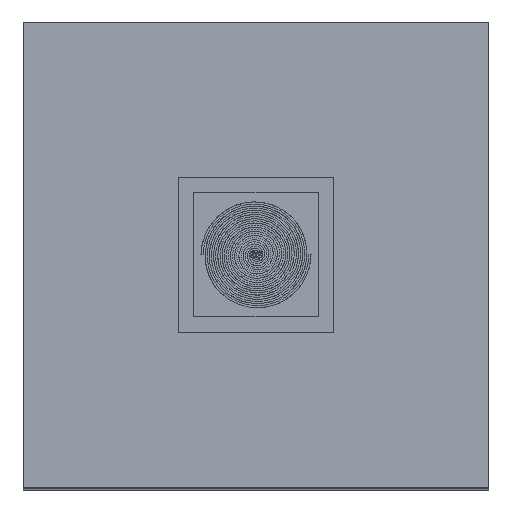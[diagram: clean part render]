
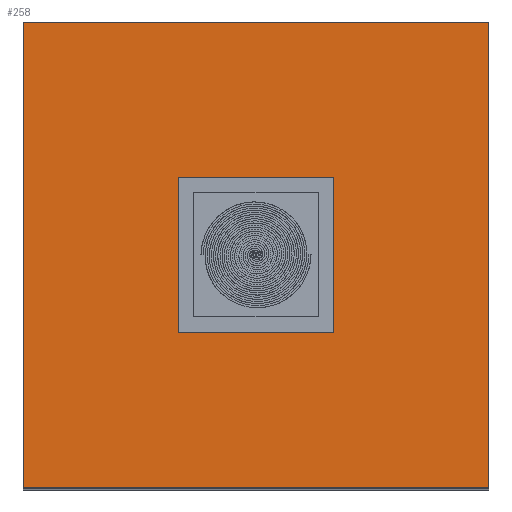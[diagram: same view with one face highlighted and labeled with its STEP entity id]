
A CAD part, top view. The second image highlights one B-rep face of the part: STEP entity #258.
In plain terms, the highlighted planar face has unit normal (0, 0, 1).
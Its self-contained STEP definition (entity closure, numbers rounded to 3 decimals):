
#258=ADVANCED_FACE('',(#489,#490),#491,.T.);
#489=FACE_BOUND('',#879,.T.);
#490=FACE_OUTER_BOUND('',#880,.T.);
#491=PLANE('',#881);
#879=EDGE_LOOP('',(#1505,#1506,#1507,#1508));
#880=EDGE_LOOP('',(#1509,#1510,#1511,#1512));
#881=AXIS2_PLACEMENT_3D('',#1513,#1514,#1515);
#1505=ORIENTED_EDGE('',*,*,#19868,.T.);
#1506=ORIENTED_EDGE('',*,*,#19870,.T.);
#1507=ORIENTED_EDGE('',*,*,#19863,.T.);
#1508=ORIENTED_EDGE('',*,*,#19866,.T.);
#1509=ORIENTED_EDGE('',*,*,#19873,.T.);
#1510=ORIENTED_EDGE('',*,*,#19874,.T.);
#1511=ORIENTED_EDGE('',*,*,#19875,.T.);
#1512=ORIENTED_EDGE('',*,*,#19876,.T.);
#1513=CARTESIAN_POINT('',(0.0,0.0,220.0));
#1514=DIRECTION('',(0.0,0.0,1.0));
#1515=DIRECTION('',(1.0,0.0,0.0));
#19863=EDGE_CURVE('',#20342,#20343,#20344,.T.);
#19866=EDGE_CURVE('',#20343,#20347,#20348,.T.);
#19868=EDGE_CURVE('',#20347,#20350,#20351,.T.);
#19870=EDGE_CURVE('',#20350,#20342,#20353,.T.);
#19873=EDGE_CURVE('',#20356,#20357,#20358,.T.);
#19874=EDGE_CURVE('',#20357,#20359,#20360,.T.);
#19875=EDGE_CURVE('',#20359,#20361,#20362,.T.);
#19876=EDGE_CURVE('',#20361,#20356,#20363,.T.);
#20342=VERTEX_POINT('',#21083);
#20343=VERTEX_POINT('',#21084);
#20344=LINE('',#21085,#21086);
#20347=VERTEX_POINT('',#21091);
#20348=LINE('',#21092,#21093);
#20350=VERTEX_POINT('',#21096);
#20351=LINE('',#21097,#21098);
#20353=LINE('',#21101,#21102);
#20356=VERTEX_POINT('',#21106);
#20357=VERTEX_POINT('',#21107);
#20358=LINE('',#21108,#21109);
#20359=VERTEX_POINT('',#21110);
#20360=LINE('',#21111,#21112);
#20361=VERTEX_POINT('',#21113);
#20362=LINE('',#21114,#21115);
#20363=LINE('',#21116,#21117);
#21083=CARTESIAN_POINT('',(25.0,-25.0,220.0));
#21084=CARTESIAN_POINT('',(-25.0,-25.0,220.0));
#21085=CARTESIAN_POINT('',(0.0,-25.0,220.0));
#21086=VECTOR('',#56448,1.0);
#21091=CARTESIAN_POINT('',(-25.0,25.0,220.0));
#21092=CARTESIAN_POINT('',(-25.0,0.0,220.0));
#21093=VECTOR('',#56451,1.0);
#21096=CARTESIAN_POINT('',(25.0,25.0,220.0));
#21097=CARTESIAN_POINT('',(0.0,25.0,220.0));
#21098=VECTOR('',#56453,1.0);
#21101=CARTESIAN_POINT('',(25.0,0.0,220.0));
#21102=VECTOR('',#56455,1.0);
#21106=CARTESIAN_POINT('',(75.0,-75.0,220.0));
#21107=CARTESIAN_POINT('',(75.0,75.0,220.0));
#21108=CARTESIAN_POINT('',(75.0,0.0,220.0));
#21109=VECTOR('',#56460,1.0);
#21110=CARTESIAN_POINT('',(-75.0,75.0,220.0));
#21111=CARTESIAN_POINT('',(0.0,75.0,220.0));
#21112=VECTOR('',#56461,1.0);
#21113=CARTESIAN_POINT('',(-75.0,-75.0,220.0));
#21114=CARTESIAN_POINT('',(-75.0,0.0,220.0));
#21115=VECTOR('',#56462,1.0);
#21116=CARTESIAN_POINT('',(0.0,-75.0,220.0));
#21117=VECTOR('',#56463,1.0);
#56448=DIRECTION('',(-1.0,0.0,0.0));
#56451=DIRECTION('',(0.0,1.0,0.0));
#56453=DIRECTION('',(1.0,0.0,-0.0));
#56455=DIRECTION('',(0.0,-1.0,0.0));
#56460=DIRECTION('',(0.0,1.0,0.0));
#56461=DIRECTION('',(-1.0,0.0,0.0));
#56462=DIRECTION('',(0.0,-1.0,0.0));
#56463=DIRECTION('',(1.0,0.0,0.0));
